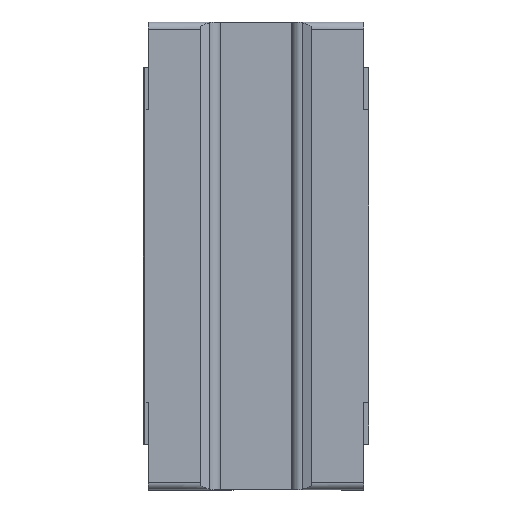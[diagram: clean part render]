
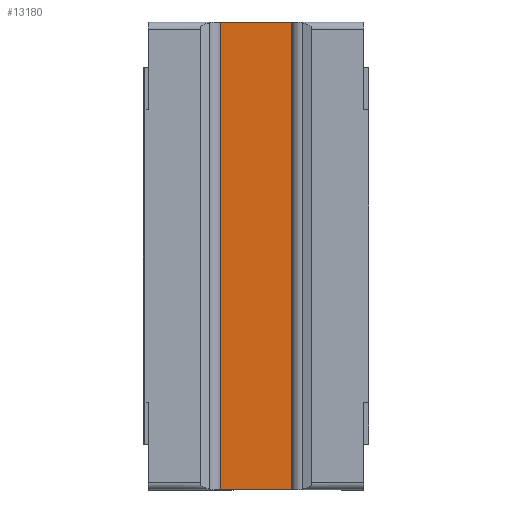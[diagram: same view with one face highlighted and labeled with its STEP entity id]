
A CAD part, front view. The second image highlights one B-rep face of the part: STEP entity #13180.
In plain terms, the highlighted planar face has unit normal (0, -1, 0).
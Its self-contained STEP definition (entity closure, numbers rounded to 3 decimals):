
#199 = ORIENTED_EDGE ( 'NONE', *, *, #1057, .F. ) ;
#200 = ORIENTED_EDGE ( 'NONE', *, *, #15638, .F. ) ;
#201 = ORIENTED_EDGE ( 'NONE', *, *, #15610, .F. ) ;
#202 = ORIENTED_EDGE ( 'NONE', *, *, #15639, .T. ) ;
#1057 = EDGE_CURVE ( 'NONE', #14898, #14913, #9386, .T. ) ;
#1726 = AXIS2_PLACEMENT_3D ( 'NONE', #5870, #5842, #5838 ) ;
#5603 = DIRECTION ( 'NONE',  ( 0., 0., 1. ) ) ;
#5605 = DIRECTION ( 'NONE',  ( 0., 0., 1. ) ) ;
#5606 = CARTESIAN_POINT ( 'NONE',  ( 7.255, 8.3, -8.5 ) ) ;
#5609 = CARTESIAN_POINT ( 'NONE',  ( -7.255, 8.3, -8.5 ) ) ;
#5695 = DIRECTION ( 'NONE',  ( 1., 0., 0. ) ) ;
#5696 = CARTESIAN_POINT ( 'NONE',  ( -20.1, 8.3, 78.65 ) ) ;
#5838 = DIRECTION ( 'NONE',  ( 0., 0., 1. ) ) ;
#5842 = DIRECTION ( 'NONE',  ( 0., 1., 0. ) ) ;
#5865 = PLANE ( 'NONE',  #1726 ) ;
#5870 = CARTESIAN_POINT ( 'NONE',  ( 7.255, 8.3, -8.5 ) ) ;
#6041 = CARTESIAN_POINT ( 'NONE',  ( 7.255, 8.3, 78.65 ) ) ;
#6052 = CARTESIAN_POINT ( 'NONE',  ( -7.255, 8.3, 78.65 ) ) ;
#6354 = CARTESIAN_POINT ( 'NONE',  ( -7.255, 8.3, -8.45 ) ) ;
#6396 = CARTESIAN_POINT ( 'NONE',  ( 7.255, 8.3, -8.45 ) ) ;
#9376 = VECTOR ( 'NONE', #14631, 1000. ) ;
#9386 = LINE ( 'NONE', #14632, #9376 ) ;
#9555 = EDGE_LOOP ( 'NONE', ( #202, #201, #200, #199 ) ) ;
#13180 = ADVANCED_FACE ( 'NONE', ( #15983 ), #5865, .F. ) ;
#14631 = DIRECTION ( 'NONE',  ( -1., 0., 0. ) ) ;
#14632 = CARTESIAN_POINT ( 'NONE',  ( -20.1, 8.3, -8.45 ) ) ;
#14898 = VERTEX_POINT ( 'NONE', #6396 ) ;
#14913 = VERTEX_POINT ( 'NONE', #6354 ) ;
#15192 = VERTEX_POINT ( 'NONE', #6052 ) ;
#15207 = VERTEX_POINT ( 'NONE', #6041 ) ;
#15610 = EDGE_CURVE ( 'NONE', #15192, #15207, #15813, .T. ) ;
#15638 = EDGE_CURVE ( 'NONE', #14913, #15192, #15770, .T. ) ;
#15639 = EDGE_CURVE ( 'NONE', #14898, #15207, #15768, .T. ) ;
#15763 = VECTOR ( 'NONE', #5603, 1000. ) ;
#15765 = VECTOR ( 'NONE', #5605, 1000. ) ;
#15768 = LINE ( 'NONE', #5606, #15763 ) ;
#15770 = LINE ( 'NONE', #5609, #15765 ) ;
#15812 = VECTOR ( 'NONE', #5695, 1000. ) ;
#15813 = LINE ( 'NONE', #5696, #15812 ) ;
#15983 = FACE_OUTER_BOUND ( 'NONE', #9555, .T. ) ;
